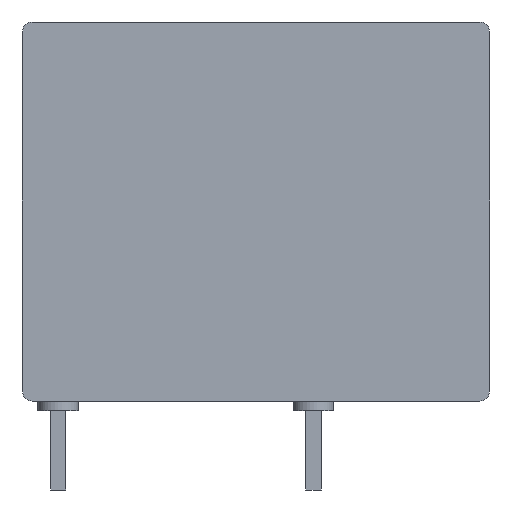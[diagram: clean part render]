
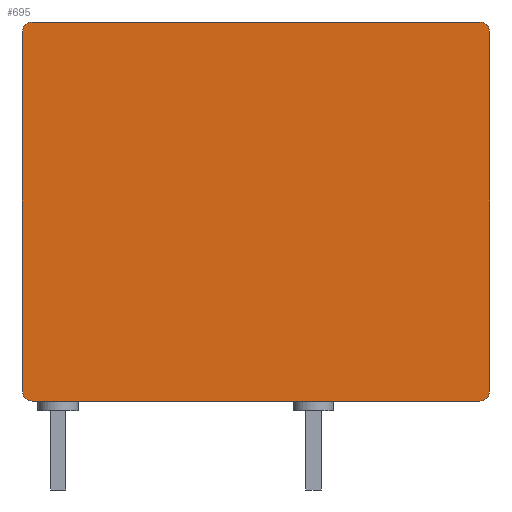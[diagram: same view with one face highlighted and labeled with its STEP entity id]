
A CAD part, left-side view. The second image highlights one B-rep face of the part: STEP entity #695.
In plain terms, the highlighted planar face has unit normal (-1, 0, 0).
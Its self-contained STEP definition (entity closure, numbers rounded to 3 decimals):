
#190 = VERTEX_POINT('',#191);
#191 = CARTESIAN_POINT('',(-6.55,1.35,0.));
#197 = EDGE_CURVE('',#190,#198,#200,.T.);
#198 = VERTEX_POINT('',#199);
#199 = CARTESIAN_POINT('',(-6.55,-21.8,0.));
#200 = LINE('',#201,#202);
#201 = CARTESIAN_POINT('',(-6.55,1.85,0.));
#202 = VECTOR('',#203,1.);
#203 = DIRECTION('',(0.,-1.,0.));
#219 = EDGE_CURVE('',#198,#220,#222,.T.);
#220 = VERTEX_POINT('',#221);
#221 = CARTESIAN_POINT('',(-6.55,-22.3,0.5));
#222 = CIRCLE('',#223,0.5);
#223 = AXIS2_PLACEMENT_3D('',#224,#225,#226);
#224 = CARTESIAN_POINT('',(-6.55,-21.8,0.5));
#225 = DIRECTION('',(-1.,0.,-0.));
#226 = DIRECTION('',(-0.,0.,1.));
#246 = EDGE_CURVE('',#247,#190,#249,.T.);
#247 = VERTEX_POINT('',#248);
#248 = CARTESIAN_POINT('',(-6.55,1.85,0.5));
#249 = CIRCLE('',#250,0.5);
#250 = AXIS2_PLACEMENT_3D('',#251,#252,#253);
#251 = CARTESIAN_POINT('',(-6.55,1.35,0.5));
#252 = DIRECTION('',(-1.,0.,0.));
#253 = DIRECTION('',(0.,0.,-1.));
#269 = EDGE_CURVE('',#220,#270,#272,.T.);
#270 = VERTEX_POINT('',#271);
#271 = CARTESIAN_POINT('',(-6.55,-22.3,19.1));
#272 = LINE('',#273,#274);
#273 = CARTESIAN_POINT('',(-6.55,-22.3,0.));
#274 = VECTOR('',#275,1.);
#275 = DIRECTION('',(0.,0.,1.));
#610 = VERTEX_POINT('',#611);
#611 = CARTESIAN_POINT('',(-6.55,1.85,19.1));
#617 = EDGE_CURVE('',#247,#610,#618,.T.);
#618 = LINE('',#619,#620);
#619 = CARTESIAN_POINT('',(-6.55,1.85,0.));
#620 = VECTOR('',#621,1.);
#621 = DIRECTION('',(0.,0.,1.));
#632 = EDGE_CURVE('',#633,#270,#635,.T.);
#633 = VERTEX_POINT('',#634);
#634 = CARTESIAN_POINT('',(-6.55,-21.8,19.6));
#635 = CIRCLE('',#636,0.5);
#636 = AXIS2_PLACEMENT_3D('',#637,#638,#639);
#637 = CARTESIAN_POINT('',(-6.55,-21.8,19.1));
#638 = DIRECTION('',(1.,0.,0.));
#639 = DIRECTION('',(-0.,0.,1.));
#659 = VERTEX_POINT('',#660);
#660 = CARTESIAN_POINT('',(-6.55,1.35,19.6));
#666 = EDGE_CURVE('',#610,#659,#667,.T.);
#667 = CIRCLE('',#668,0.5);
#668 = AXIS2_PLACEMENT_3D('',#669,#670,#671);
#669 = CARTESIAN_POINT('',(-6.55,1.35,19.1));
#670 = DIRECTION('',(1.,-0.,0.));
#671 = DIRECTION('',(0.,0.,-1.));
#684 = EDGE_CURVE('',#659,#633,#685,.T.);
#685 = LINE('',#686,#687);
#686 = CARTESIAN_POINT('',(-6.55,1.85,19.6));
#687 = VECTOR('',#688,1.);
#688 = DIRECTION('',(0.,-1.,0.));
#695 = ADVANCED_FACE('',(#696),#706,.F.);
#696 = FACE_BOUND('',#697,.F.);
#697 = EDGE_LOOP('',(#698,#699,#700,#701,#702,#703,#704,#705));
#698 = ORIENTED_EDGE('',*,*,#197,.F.);
#699 = ORIENTED_EDGE('',*,*,#246,.F.);
#700 = ORIENTED_EDGE('',*,*,#617,.T.);
#701 = ORIENTED_EDGE('',*,*,#666,.T.);
#702 = ORIENTED_EDGE('',*,*,#684,.T.);
#703 = ORIENTED_EDGE('',*,*,#632,.T.);
#704 = ORIENTED_EDGE('',*,*,#269,.F.);
#705 = ORIENTED_EDGE('',*,*,#219,.F.);
#706 = PLANE('',#707);
#707 = AXIS2_PLACEMENT_3D('',#708,#709,#710);
#708 = CARTESIAN_POINT('',(-6.55,1.85,0.));
#709 = DIRECTION('',(1.,0.,-0.));
#710 = DIRECTION('',(0.,-1.,0.));
